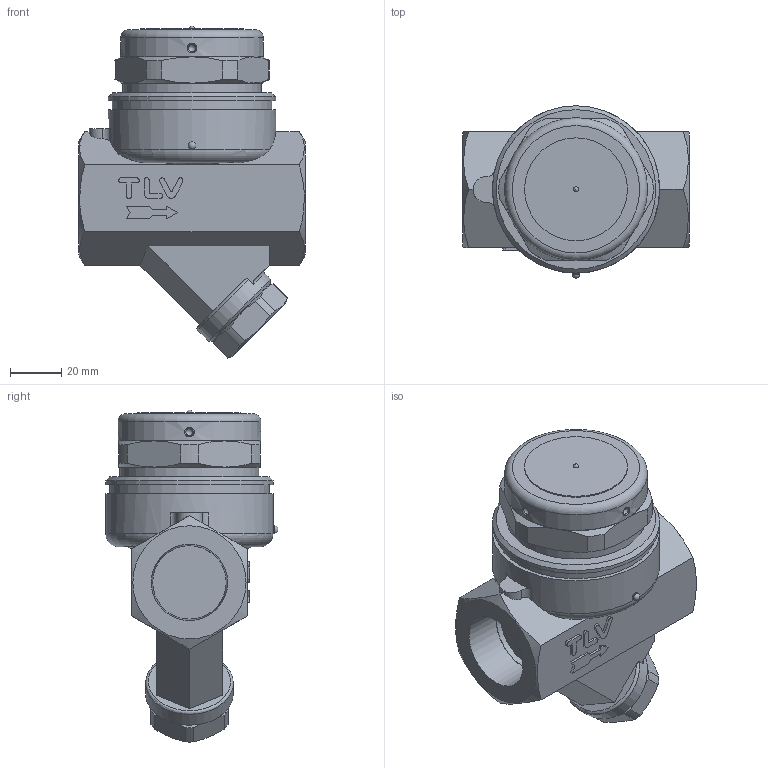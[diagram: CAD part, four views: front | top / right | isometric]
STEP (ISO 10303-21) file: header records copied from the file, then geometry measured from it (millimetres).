
FILE_DESCRIPTION((''),'2;1');
FILE_NAME('p46rw-025-screw-00.stp','2011-03-04T16:46:10',('nakaot'),(''),'Autodesk Inventor 2008','Autodesk Inventor 2008','');
FILE_SCHEMA(('AUTOMOTIVE_DESIGN { 1 0 10303 214 1 1 1 1 }'));
Length unit declared in the file: millimetre
Products named in the file (1): p46rw-025-screw-00
Bounding box: 88 x 66.99 x 129.04 mm (x, y, z)
Volume: 294800.5 mm3; surface area: 35269 mm2
Topology: 2 solids, 2 shells, 148 faces, 362 edges, 234 vertices
Faces by surface type: plane 71, cylinder 34, cone 18, bspline 15, sphere 6, torus 4
Full cylindrical faces by diameter (mm): 3 x1, 34 x1, 40 x1, 54 x1, 55.5 x1, 62 x1, 65 x2
Entity records: 6450 total; most frequent: CARTESIAN_POINT 3226, ORIENTED_EDGE 658, DIRECTION 643, EDGE_CURVE 329, AXIS2_PLACEMENT_3D 248, VERTEX_POINT 223, EDGE_LOOP 188, FACE_OUTER_BOUND 148
